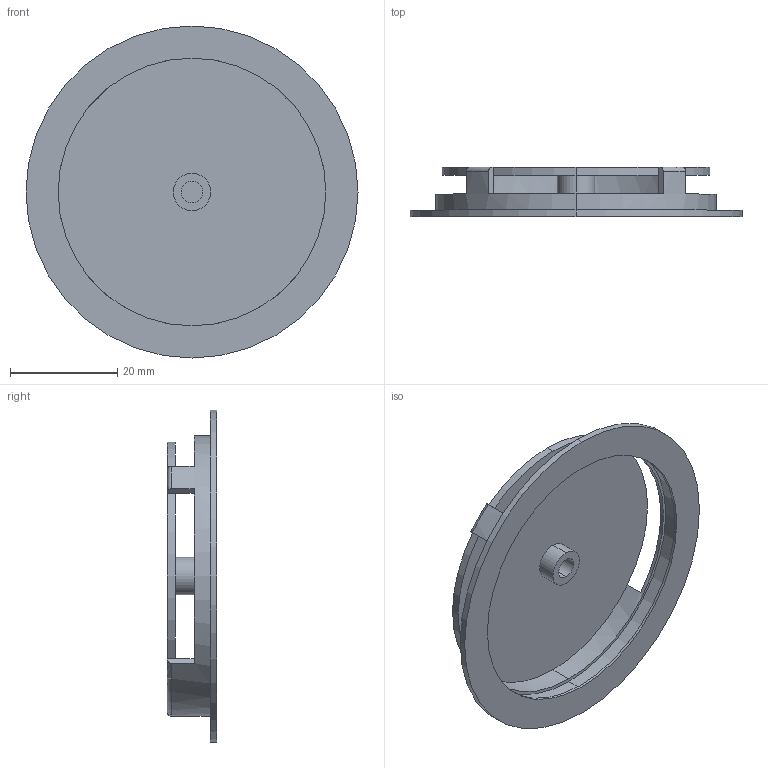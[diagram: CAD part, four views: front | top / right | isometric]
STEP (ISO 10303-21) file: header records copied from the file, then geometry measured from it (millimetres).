
FILE_DESCRIPTION (( 'STEP AP214' ), '1' );
FILE_NAME ('Vent top.STEP', '2024-03-15T23:39:55', ( '' ), ( '' ), 'SwSTEP 2.0', 'SolidWorks 2024', '' );
FILE_SCHEMA (( 'AUTOMOTIVE_DESIGN' ));
Length unit declared in the file: millimetre
Products named in the file (1): Vent top
Bounding box: 62 x 9.2 x 62 mm (x, y, z)
Volume: 4938 mm3; surface area: 8411.1 mm2
Topology: 1 solids, 1 shells, 38 faces, 102 edges, 66 vertices
Faces by surface type: cylinder 18, plane 17, torus 3
Entity records: 1274 total; most frequent: CARTESIAN_POINT 249, DIRECTION 225, ORIENTED_EDGE 204, EDGE_CURVE 102, AXIS2_PLACEMENT_3D 90, VERTEX_POINT 66, CIRCLE 51, LINE 45
